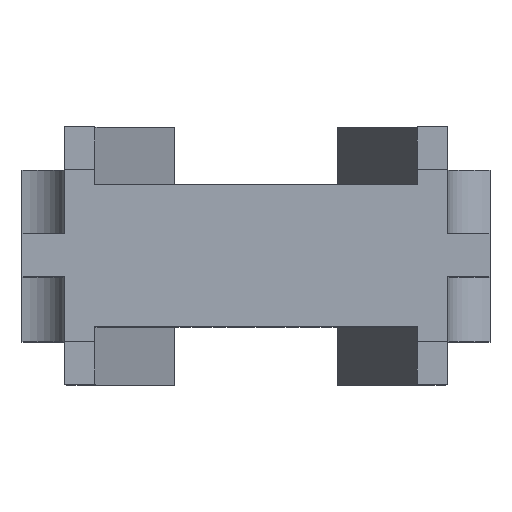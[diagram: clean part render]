
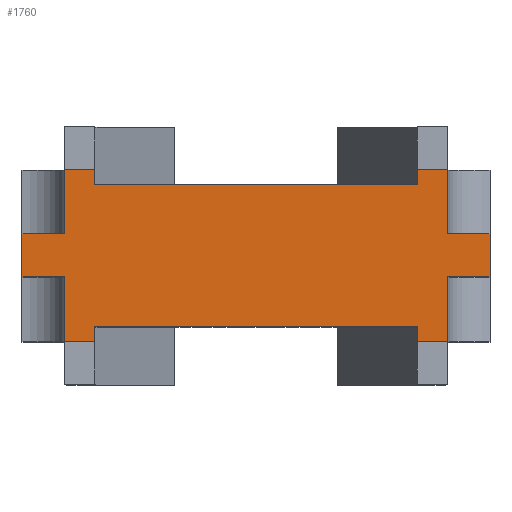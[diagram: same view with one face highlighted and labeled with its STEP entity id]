
A CAD part, top view. The second image highlights one B-rep face of the part: STEP entity #1760.
In plain terms, the highlighted planar face has unit normal (0, 0, 1).
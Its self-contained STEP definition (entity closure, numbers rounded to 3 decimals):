
#24=LINE('',#2516,#214);
#33=LINE('',#2533,#223);
#43=LINE('',#2560,#233);
#55=LINE('',#2582,#245);
#60=LINE('',#2592,#250);
#64=LINE('',#2601,#254);
#81=LINE('',#2639,#271);
#90=LINE('',#2656,#280);
#93=LINE('',#2664,#283);
#102=LINE('',#2713,#292);
#106=LINE('',#2722,#296);
#123=LINE('',#2760,#313);
#141=LINE('',#2807,#331);
#143=LINE('',#2810,#333);
#149=LINE('',#2822,#339);
#155=LINE('',#2834,#345);
#156=LINE('',#2835,#346);
#157=LINE('',#2837,#347);
#158=LINE('',#2839,#348);
#159=LINE('',#2840,#349);
#214=VECTOR('',#2039,10.);
#223=VECTOR('',#2052,10.);
#233=VECTOR('',#2074,10.);
#245=VECTOR('',#2096,10.);
#250=VECTOR('',#2103,10.);
#254=VECTOR('',#2111,10.);
#271=VECTOR('',#2140,10.);
#280=VECTOR('',#2159,10.);
#283=VECTOR('',#2166,10.);
#292=VECTOR('',#2209,10.);
#296=VECTOR('',#2217,10.);
#313=VECTOR('',#2246,10.);
#331=VECTOR('',#2300,10.);
#333=VECTOR('',#2304,10.);
#339=VECTOR('',#2314,10.);
#345=VECTOR('',#2324,10.);
#346=VECTOR('',#2325,10.);
#347=VECTOR('',#2326,10.);
#348=VECTOR('',#2327,10.);
#349=VECTOR('',#2328,10.);
#520=FACE_OUTER_BOUND('',#632,.T.);
#632=EDGE_LOOP('',(#1441,#1442,#1443,#1444,#1445,#1446,#1447,#1448,#1449,
#1450,#1451,#1452,#1453,#1454,#1455,#1456,#1457,#1458,#1459,#1460));
#747=VERTEX_POINT('',#2512);
#749=VERTEX_POINT('',#2515);
#755=VERTEX_POINT('',#2531);
#766=VERTEX_POINT('',#2559);
#771=VERTEX_POINT('',#2581);
#772=VERTEX_POINT('',#2585);
#775=VERTEX_POINT('',#2590);
#778=VERTEX_POINT('',#2600);
#793=VERTEX_POINT('',#2637);
#796=VERTEX_POINT('',#2654);
#819=VERTEX_POINT('',#2706);
#822=VERTEX_POINT('',#2711);
#825=VERTEX_POINT('',#2721);
#840=VERTEX_POINT('',#2758);
#851=VERTEX_POINT('',#2806);
#853=VERTEX_POINT('',#2818);
#855=VERTEX_POINT('',#2821);
#859=VERTEX_POINT('',#2833);
#860=VERTEX_POINT('',#2836);
#861=VERTEX_POINT('',#2838);
#916=EDGE_CURVE('',#749,#747,#24,.T.);
#925=EDGE_CURVE('',#755,#747,#33,.T.);
#937=EDGE_CURVE('',#766,#749,#43,.T.);
#949=EDGE_CURVE('',#766,#771,#55,.T.);
#954=EDGE_CURVE('',#775,#772,#60,.T.);
#958=EDGE_CURVE('',#778,#772,#64,.T.);
#977=EDGE_CURVE('',#793,#775,#81,.T.);
#986=EDGE_CURVE('',#793,#796,#90,.T.);
#990=EDGE_CURVE('',#778,#755,#93,.T.);
#1014=EDGE_CURVE('',#822,#819,#102,.T.);
#1018=EDGE_CURVE('',#825,#819,#106,.T.);
#1037=EDGE_CURVE('',#840,#822,#123,.T.);
#1061=EDGE_CURVE('',#851,#771,#141,.T.);
#1063=EDGE_CURVE('',#840,#851,#143,.T.);
#1069=EDGE_CURVE('',#855,#853,#149,.T.);
#1075=EDGE_CURVE('',#859,#853,#155,.T.);
#1076=EDGE_CURVE('',#859,#825,#156,.T.);
#1077=EDGE_CURVE('',#796,#860,#157,.T.);
#1078=EDGE_CURVE('',#861,#860,#158,.T.);
#1079=EDGE_CURVE('',#861,#855,#159,.T.);
#1441=ORIENTED_EDGE('',*,*,#1069,.T.);
#1442=ORIENTED_EDGE('',*,*,#1075,.F.);
#1443=ORIENTED_EDGE('',*,*,#1076,.T.);
#1444=ORIENTED_EDGE('',*,*,#1018,.T.);
#1445=ORIENTED_EDGE('',*,*,#1014,.F.);
#1446=ORIENTED_EDGE('',*,*,#1037,.F.);
#1447=ORIENTED_EDGE('',*,*,#1063,.T.);
#1448=ORIENTED_EDGE('',*,*,#1061,.T.);
#1449=ORIENTED_EDGE('',*,*,#949,.F.);
#1450=ORIENTED_EDGE('',*,*,#937,.T.);
#1451=ORIENTED_EDGE('',*,*,#916,.T.);
#1452=ORIENTED_EDGE('',*,*,#925,.F.);
#1453=ORIENTED_EDGE('',*,*,#990,.F.);
#1454=ORIENTED_EDGE('',*,*,#958,.T.);
#1455=ORIENTED_EDGE('',*,*,#954,.F.);
#1456=ORIENTED_EDGE('',*,*,#977,.F.);
#1457=ORIENTED_EDGE('',*,*,#986,.T.);
#1458=ORIENTED_EDGE('',*,*,#1077,.T.);
#1459=ORIENTED_EDGE('',*,*,#1078,.F.);
#1460=ORIENTED_EDGE('',*,*,#1079,.T.);
#1677=PLANE('',#1921);
#1760=ADVANCED_FACE('',(#520),#1677,.T.);
#1921=AXIS2_PLACEMENT_3D('',#2832,#2322,#2323);
#2039=DIRECTION('',(1.,0.,0.));
#2052=DIRECTION('',(0.,-1.,0.));
#2074=DIRECTION('',(0.,-1.,0.));
#2096=DIRECTION('',(-1.,0.,0.));
#2103=DIRECTION('',(-1.,0.,0.));
#2111=DIRECTION('',(0.,-1.,0.));
#2140=DIRECTION('',(0.,-1.,0.));
#2159=DIRECTION('',(1.,0.,0.));
#2166=DIRECTION('',(-1.,0.,0.));
#2209=DIRECTION('',(1.,0.,0.));
#2217=DIRECTION('',(0.,1.,0.));
#2246=DIRECTION('',(0.,1.,0.));
#2300=DIRECTION('',(0.,-1.,0.));
#2304=DIRECTION('',(-1.,0.,0.));
#2314=DIRECTION('',(-1.,0.,0.));
#2322=DIRECTION('center_axis',(0.,0.,1.));
#2323=DIRECTION('ref_axis',(1.,0.,0.));
#2324=DIRECTION('',(0.,1.,0.));
#2325=DIRECTION('',(-1.,0.,0.));
#2326=DIRECTION('',(0.,1.,0.));
#2327=DIRECTION('',(1.,0.,0.));
#2328=DIRECTION('',(0.,1.,0.));
#2512=CARTESIAN_POINT('',(-3.75,-2.,5.));
#2515=CARTESIAN_POINT('',(-4.45,-2.,5.));
#2516=CARTESIAN_POINT('',(-2.225,-2.,5.));
#2531=CARTESIAN_POINT('',(-3.75,-1.65,5.));
#2533=CARTESIAN_POINT('',(-3.75,0.,5.));
#2559=CARTESIAN_POINT('',(-4.45,-0.5,5.));
#2560=CARTESIAN_POINT('',(-4.45,0.,5.));
#2581=CARTESIAN_POINT('',(-5.45,-0.5,5.));
#2582=CARTESIAN_POINT('',(-4.45,-0.5,5.));
#2585=CARTESIAN_POINT('',(3.75,-2.,5.));
#2590=CARTESIAN_POINT('',(4.45,-2.,5.));
#2592=CARTESIAN_POINT('',(2.225,-2.,5.));
#2600=CARTESIAN_POINT('',(3.75,-1.65,5.));
#2601=CARTESIAN_POINT('',(3.75,0.,5.));
#2637=CARTESIAN_POINT('',(4.45,-0.5,5.));
#2639=CARTESIAN_POINT('',(4.45,0.,5.));
#2654=CARTESIAN_POINT('',(5.45,-0.5,5.));
#2656=CARTESIAN_POINT('',(4.45,-0.5,5.));
#2664=CARTESIAN_POINT('',(0.,-1.65,5.));
#2706=CARTESIAN_POINT('',(-3.75,2.,5.));
#2711=CARTESIAN_POINT('',(-4.45,2.,5.));
#2713=CARTESIAN_POINT('',(-2.225,2.,5.));
#2721=CARTESIAN_POINT('',(-3.75,1.65,5.));
#2722=CARTESIAN_POINT('',(-3.75,0.,5.));
#2758=CARTESIAN_POINT('',(-4.45,0.5,5.));
#2760=CARTESIAN_POINT('',(-4.45,0.,5.));
#2806=CARTESIAN_POINT('',(-5.45,0.5,5.));
#2807=CARTESIAN_POINT('',(-5.45,0.,5.));
#2810=CARTESIAN_POINT('',(-4.45,0.5,5.));
#2818=CARTESIAN_POINT('',(3.75,2.,5.));
#2821=CARTESIAN_POINT('',(4.45,2.,5.));
#2822=CARTESIAN_POINT('',(2.225,2.,5.));
#2832=CARTESIAN_POINT('Origin',(0.,0.,5.));
#2833=CARTESIAN_POINT('',(3.75,1.65,5.));
#2834=CARTESIAN_POINT('',(3.75,0.,5.));
#2835=CARTESIAN_POINT('',(0.,1.65,5.));
#2836=CARTESIAN_POINT('',(5.45,0.5,5.));
#2837=CARTESIAN_POINT('',(5.45,0.,5.));
#2838=CARTESIAN_POINT('',(4.45,0.5,5.));
#2839=CARTESIAN_POINT('',(4.45,0.5,5.));
#2840=CARTESIAN_POINT('',(4.45,0.,5.));
